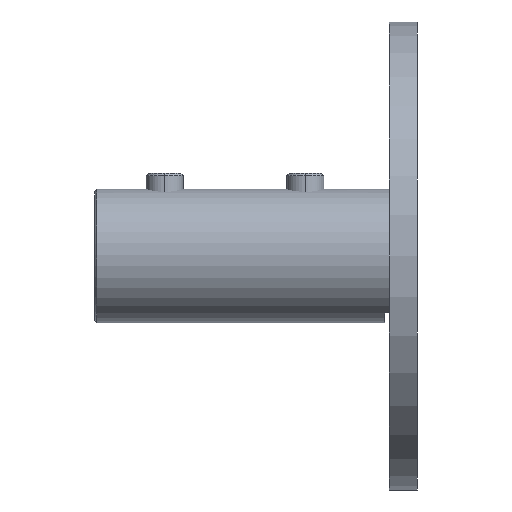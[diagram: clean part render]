
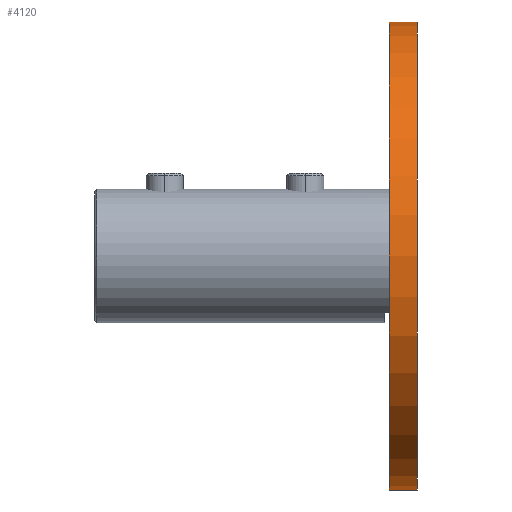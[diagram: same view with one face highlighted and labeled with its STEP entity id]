
A CAD part, left-side view. The second image highlights one B-rep face of the part: STEP entity #4120.
In plain terms, the highlighted cylindrical face has radius 50 mm (diameter 100 mm), a partial arc.
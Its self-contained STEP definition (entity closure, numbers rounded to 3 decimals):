
#93 = CARTESIAN_POINT ( 'NONE',  ( 0., 6., -50. ) ) ;
#166 = DIRECTION ( 'NONE',  ( 0., 0., 1. ) ) ;
#182 = CARTESIAN_POINT ( 'NONE',  ( 0., 0., 0. ) ) ;
#283 = EDGE_CURVE ( 'NONE', #3181, #2007, #9764, .T. ) ;
#340 = CARTESIAN_POINT ( 'NONE',  ( 0., 6., 0. ) ) ;
#591 = CIRCLE ( 'NONE', #13000, 50. ) ;
#798 = ORIENTED_EDGE ( 'NONE', *, *, #4063, .F. ) ;
#938 = CARTESIAN_POINT ( 'NONE',  ( 0., 6., 50. ) ) ;
#1024 = EDGE_CURVE ( 'NONE', #16663, #2007, #8674, .T. ) ;
#1682 = DIRECTION ( 'NONE',  ( 0., -1., 0. ) ) ;
#1771 = DIRECTION ( 'NONE',  ( 0., 1., 0. ) ) ;
#2007 = VERTEX_POINT ( 'NONE', #14792 ) ;
#3115 = CYLINDRICAL_SURFACE ( 'NONE', #7060, 50. ) ;
#3181 = VERTEX_POINT ( 'NONE', #6003 ) ;
#3813 = CARTESIAN_POINT ( 'NONE',  ( 0., 6., 50. ) ) ;
#4063 = EDGE_CURVE ( 'NONE', #16677, #16663, #591, .T. ) ;
#4120 = ADVANCED_FACE ( 'NONE', ( #6495 ), #3115, .T. ) ;
#4466 = DIRECTION ( 'NONE',  ( 0., 0., 1. ) ) ;
#5200 = AXIS2_PLACEMENT_3D ( 'NONE', #182, #1771, #4466 ) ;
#5594 = DIRECTION ( 'NONE',  ( 0., 0., -1. ) ) ;
#5667 = EDGE_LOOP ( 'NONE', ( #12223, #798, #9029, #12712 ) ) ;
#6003 = CARTESIAN_POINT ( 'NONE',  ( 0., 0., -50. ) ) ;
#6354 = CARTESIAN_POINT ( 'NONE',  ( 0., 6., -50. ) ) ;
#6495 = FACE_OUTER_BOUND ( 'NONE', #5667, .T. ) ;
#6998 = DIRECTION ( 'NONE',  ( 0., 1., 0. ) ) ;
#7060 = AXIS2_PLACEMENT_3D ( 'NONE', #13640, #1682, #5594 ) ;
#8257 = VECTOR ( 'NONE', #16146, 1000. ) ;
#8674 = LINE ( 'NONE', #3813, #10742 ) ;
#9029 = ORIENTED_EDGE ( 'NONE', *, *, #17484, .T. ) ;
#9764 = CIRCLE ( 'NONE', #5200, 50. ) ;
#10742 = VECTOR ( 'NONE', #13243, 1000. ) ;
#12034 = LINE ( 'NONE', #93, #8257 ) ;
#12223 = ORIENTED_EDGE ( 'NONE', *, *, #1024, .F. ) ;
#12712 = ORIENTED_EDGE ( 'NONE', *, *, #283, .T. ) ;
#13000 = AXIS2_PLACEMENT_3D ( 'NONE', #340, #6998, #166 ) ;
#13243 = DIRECTION ( 'NONE',  ( 0., -1., 0. ) ) ;
#13640 = CARTESIAN_POINT ( 'NONE',  ( 0., 6., 0. ) ) ;
#14792 = CARTESIAN_POINT ( 'NONE',  ( 0., 0., 50. ) ) ;
#16146 = DIRECTION ( 'NONE',  ( 0., -1., 0. ) ) ;
#16663 = VERTEX_POINT ( 'NONE', #938 ) ;
#16677 = VERTEX_POINT ( 'NONE', #6354 ) ;
#17484 = EDGE_CURVE ( 'NONE', #16677, #3181, #12034, .T. ) ;
